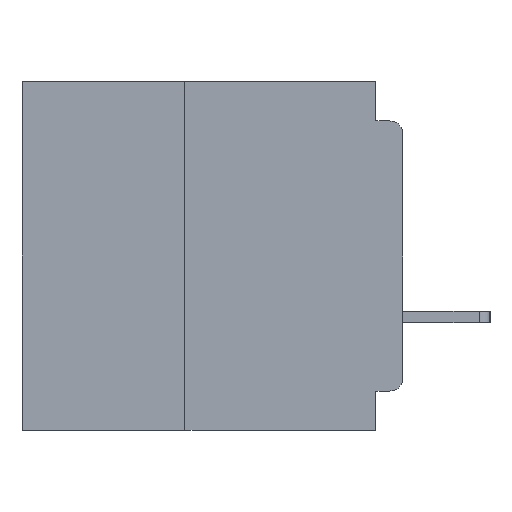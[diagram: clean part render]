
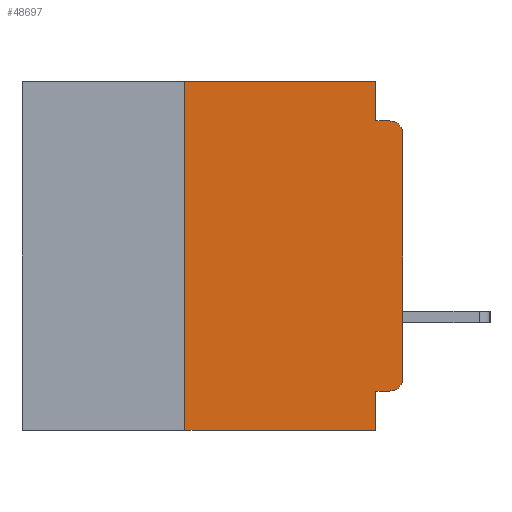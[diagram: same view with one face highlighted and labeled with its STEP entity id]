
A CAD part, left-side view. The second image highlights one B-rep face of the part: STEP entity #48697.
In plain terms, the highlighted planar face has unit normal (-1, 0, 0).
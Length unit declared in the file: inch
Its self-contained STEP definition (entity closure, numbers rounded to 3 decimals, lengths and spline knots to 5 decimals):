
#318 = AXIS2_PLACEMENT_3D ( 'NONE', #22759, #56864, #27702 ) ;
#2527 = CARTESIAN_POINT ( 'NONE',  ( 0., 0., -0.355 ) ) ;
#2623 = VERTEX_POINT ( 'NONE', #40634 ) ;
#4525 = LINE ( 'NONE', #25031, #16140 ) ;
#4901 = CARTESIAN_POINT ( 'NONE',  ( 0., 0.031, -0.045 ) ) ;
#5509 = VECTOR ( 'NONE', #18589, 39.37008 ) ;
#6385 = VECTOR ( 'NONE', #28126, 39.37008 ) ;
#6496 = EDGE_CURVE ( 'NONE', #36972, #25594, #17145, .T. ) ;
#7079 = LINE ( 'NONE', #13637, #5509 ) ;
#7654 = EDGE_CURVE ( 'NONE', #8733, #46394, #32567, .T. ) ;
#7683 = DIRECTION ( 'NONE',  ( -1., 0., 0. ) ) ;
#7914 = VECTOR ( 'NONE', #29596, 39.37008 ) ;
#8491 = CARTESIAN_POINT ( 'NONE',  ( 0., 0.031, -0.4 ) ) ;
#8624 = ORIENTED_EDGE ( 'NONE', *, *, #35845, .F. ) ;
#8733 = VERTEX_POINT ( 'NONE', #47590 ) ;
#11004 = ORIENTED_EDGE ( 'NONE', *, *, #30950, .F. ) ;
#11098 = CARTESIAN_POINT ( 'NONE',  ( 0., 0., -0.045 ) ) ;
#11695 = DIRECTION ( 'NONE',  ( 1., 0., 0. ) ) ;
#12363 = CARTESIAN_POINT ( 'NONE',  ( 0., 0.015, -0.045 ) ) ;
#13210 = ORIENTED_EDGE ( 'NONE', *, *, #14391, .T. ) ;
#13637 = CARTESIAN_POINT ( 'NONE',  ( 0., 0.031, 0. ) ) ;
#13874 = VECTOR ( 'NONE', #28476, 39.37008 ) ;
#14205 = EDGE_CURVE ( 'NONE', #2623, #21380, #52897, .T. ) ;
#14236 = LINE ( 'NONE', #11098, #25767 ) ;
#14391 = EDGE_CURVE ( 'NONE', #2623, #54285, #4525, .T. ) ;
#16070 = DIRECTION ( 'NONE',  ( 0., -1., 0. ) ) ;
#16140 = VECTOR ( 'NONE', #49562, 39.37008 ) ;
#16685 = CARTESIAN_POINT ( 'NONE',  ( 0., 0.031, -0.4 ) ) ;
#17145 = LINE ( 'NONE', #2527, #30222 ) ;
#18589 = DIRECTION ( 'NONE',  ( 0., 0., -1. ) ) ;
#19496 = VERTEX_POINT ( 'NONE', #4901 ) ;
#19842 = ORIENTED_EDGE ( 'NONE', *, *, #33659, .T. ) ;
#20375 = AXIS2_PLACEMENT_3D ( 'NONE', #37131, #7683, #42052 ) ;
#21156 = EDGE_LOOP ( 'NONE', ( #55037, #19842, #8624, #26622, #11004, #44870, #13210, #39664, #58875, #49865 ) ) ;
#21380 = VERTEX_POINT ( 'NONE', #35053 ) ;
#22375 = CARTESIAN_POINT ( 'NONE',  ( 0., 0.437, 0. ) ) ;
#22759 = CARTESIAN_POINT ( 'NONE',  ( 0., 0.015, -0.34 ) ) ;
#23748 = CARTESIAN_POINT ( 'NONE',  ( 0., 0.25, -0.4 ) ) ;
#24344 = CARTESIAN_POINT ( 'NONE',  ( 0., 0.031, -0.355 ) ) ;
#25031 = CARTESIAN_POINT ( 'NONE',  ( 0., 0.437, -0.4 ) ) ;
#25594 = VERTEX_POINT ( 'NONE', #24344 ) ;
#25767 = VECTOR ( 'NONE', #16070, 39.37008 ) ;
#26369 = CARTESIAN_POINT ( 'NONE',  ( 0., 0.437, 0. ) ) ;
#26622 = ORIENTED_EDGE ( 'NONE', *, *, #40311, .F. ) ;
#27600 = VERTEX_POINT ( 'NONE', #41342 ) ;
#27638 = VERTEX_POINT ( 'NONE', #12363 ) ;
#27702 = DIRECTION ( 'NONE',  ( 0., 0., -1. ) ) ;
#28126 = DIRECTION ( 'NONE',  ( 0., 0., -1. ) ) ;
#28476 = DIRECTION ( 'NONE',  ( 0., 0., 1. ) ) ;
#28987 = EDGE_CURVE ( 'NONE', #36972, #8733, #56255, .T. ) ;
#29058 = FACE_OUTER_BOUND ( 'NONE', #21156, .T. ) ;
#29596 = DIRECTION ( 'NONE',  ( 0., 0., 1. ) ) ;
#30222 = VECTOR ( 'NONE', #51234, 39.37008 ) ;
#30950 = EDGE_CURVE ( 'NONE', #21380, #27600, #52219, .T. ) ;
#32567 = LINE ( 'NONE', #58744, #7914 ) ;
#33659 = EDGE_CURVE ( 'NONE', #46394, #27638, #60259, .T. ) ;
#33767 = CARTESIAN_POINT ( 'NONE',  ( 0., 0., -0.06 ) ) ;
#35053 = CARTESIAN_POINT ( 'NONE',  ( 0., 0.25, 0. ) ) ;
#35845 = EDGE_CURVE ( 'NONE', #19496, #27638, #14236, .T. ) ;
#36193 = PLANE ( 'NONE',  #47257 ) ;
#36972 = VERTEX_POINT ( 'NONE', #42419 ) ;
#37131 = CARTESIAN_POINT ( 'NONE',  ( 0., 0.015, -0.06 ) ) ;
#39664 = ORIENTED_EDGE ( 'NONE', *, *, #39665, .F. ) ;
#39665 = EDGE_CURVE ( 'NONE', #25594, #54285, #56951, .T. ) ;
#40311 = EDGE_CURVE ( 'NONE', #27600, #19496, #7079, .T. ) ;
#40634 = CARTESIAN_POINT ( 'NONE',  ( 0., 0.25, -0.4 ) ) ;
#41342 = CARTESIAN_POINT ( 'NONE',  ( 0., 0.031, 0. ) ) ;
#42052 = DIRECTION ( 'NONE',  ( 0., 0., -1. ) ) ;
#42419 = CARTESIAN_POINT ( 'NONE',  ( 0., 0.015, -0.355 ) ) ;
#44870 = ORIENTED_EDGE ( 'NONE', *, *, #14205, .F. ) ;
#46007 = DIRECTION ( 'NONE',  ( 0., 0., -1. ) ) ;
#46394 = VERTEX_POINT ( 'NONE', #33767 ) ;
#47257 = AXIS2_PLACEMENT_3D ( 'NONE', #26369, #11695, #46007 ) ;
#47590 = CARTESIAN_POINT ( 'NONE',  ( 0., 0., -0.34 ) ) ;
#48697 = ADVANCED_FACE ( 'NONE', ( #29058 ), #36193, .F. ) ;
#49562 = DIRECTION ( 'NONE',  ( 0., -1., 0. ) ) ;
#49865 = ORIENTED_EDGE ( 'NONE', *, *, #28987, .T. ) ;
#51234 = DIRECTION ( 'NONE',  ( 0., 1., 0. ) ) ;
#52219 = LINE ( 'NONE', #22375, #53726 ) ;
#52897 = LINE ( 'NONE', #23748, #13874 ) ;
#53726 = VECTOR ( 'NONE', #56501, 39.37008 ) ;
#54285 = VERTEX_POINT ( 'NONE', #16685 ) ;
#55037 = ORIENTED_EDGE ( 'NONE', *, *, #7654, .T. ) ;
#56255 = CIRCLE ( 'NONE', #318, 0.015 ) ;
#56501 = DIRECTION ( 'NONE',  ( 0., -1., 0. ) ) ;
#56864 = DIRECTION ( 'NONE',  ( -1., 0., 0. ) ) ;
#56951 = LINE ( 'NONE', #8491, #6385 ) ;
#58744 = CARTESIAN_POINT ( 'NONE',  ( 0., 0., 0. ) ) ;
#58875 = ORIENTED_EDGE ( 'NONE', *, *, #6496, .F. ) ;
#60259 = CIRCLE ( 'NONE', #20375, 0.015 ) ;
